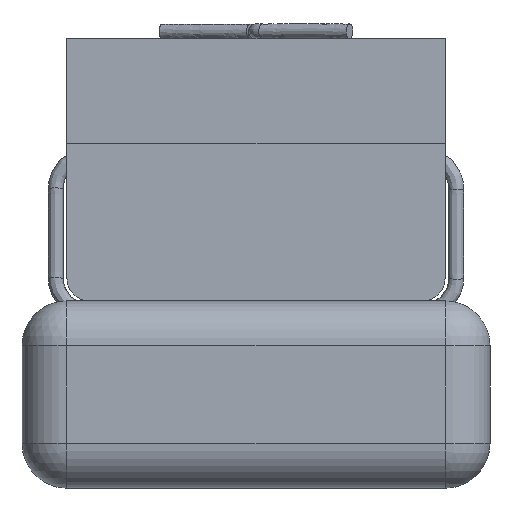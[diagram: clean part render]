
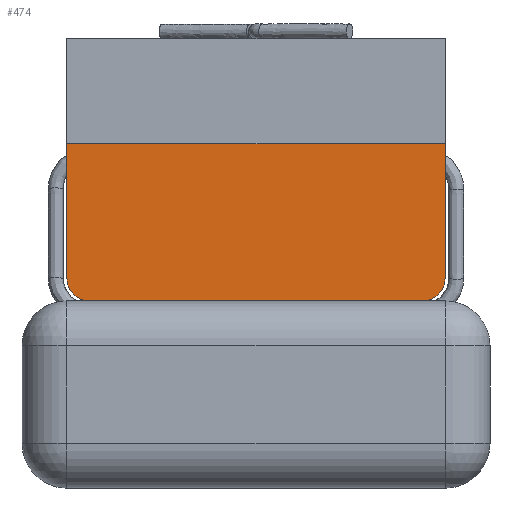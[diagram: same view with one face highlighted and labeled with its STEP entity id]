
A CAD part, front view. The second image highlights one B-rep face of the part: STEP entity #474.
In plain terms, the highlighted planar face has unit normal (0, -1, 0).
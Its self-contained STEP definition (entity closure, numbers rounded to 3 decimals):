
#474 = ADVANCED_FACE( '', ( #964 ), #965, .F. );
#964 = FACE_OUTER_BOUND( '', #3905, .T. );
#965 = PLANE( '', #3906 );
#3905 = EDGE_LOOP( '', ( #5990, #5991, #5992, #5993, #5994, #5995 ) );
#3906 = AXIS2_PLACEMENT_3D( '', #5996, #5997, #5998 );
#5990 = ORIENTED_EDGE( '', *, *, #6942, .T. );
#5991 = ORIENTED_EDGE( '', *, *, #6943, .T. );
#5992 = ORIENTED_EDGE( '', *, *, #6810, .T. );
#5993 = ORIENTED_EDGE( '', *, *, #6923, .T. );
#5994 = ORIENTED_EDGE( '', *, *, #6682, .F. );
#5995 = ORIENTED_EDGE( '', *, *, #6653, .F. );
#5996 = CARTESIAN_POINT( '', ( -0.505, -0.84, 0.36 ) );
#5997 = DIRECTION( '', ( 0., 1., 0. ) );
#5998 = DIRECTION( '', ( -1., 0., 0. ) );
#6653 = EDGE_CURVE( '', #7202, #7203, #7204, .T. );
#6682 = EDGE_CURVE( '', #7203, #7249, #7250, .T. );
#6810 = EDGE_CURVE( '', #7446, #7447, #7448, .T. );
#6923 = EDGE_CURVE( '', #7447, #7249, #7611, .F. );
#6942 = EDGE_CURVE( '', #7202, #7634, #7635, .T. );
#6943 = EDGE_CURVE( '', #7634, #7446, #7636, .F. );
#7202 = VERTEX_POINT( '', #8222 );
#7203 = VERTEX_POINT( '', #8223 );
#7204 = LINE( '', #8224, #8225 );
#7249 = VERTEX_POINT( '', #8321 );
#7250 = LINE( '', #8322, #8323 );
#7446 = VERTEX_POINT( '', #8684 );
#7447 = VERTEX_POINT( '', #8685 );
#7448 = LINE( '', #8686, #8687 );
#7611 = CIRCLE( '', #9132, 0.06 );
#7634 = VERTEX_POINT( '', #9184 );
#7635 = LINE( '', #9185, #9186 );
#7636 = CIRCLE( '', #9187, 0.06 );
#8222 = CARTESIAN_POINT( '', ( -0.505, -0.84, 0.66 ) );
#8223 = CARTESIAN_POINT( '', ( 0.505, -0.84, 0.66 ) );
#8224 = CARTESIAN_POINT( '', ( -0.505, -0.84, 0.66 ) );
#8225 = VECTOR( '', #9559, 1000. );
#8321 = CARTESIAN_POINT( '', ( 0.505, -0.84, 0.06 ) );
#8322 = CARTESIAN_POINT( '', ( 0.505, -0.84, 0.36 ) );
#8323 = VECTOR( '', #9589, 1000. );
#8684 = CARTESIAN_POINT( '', ( -0.445, -0.84, 0. ) );
#8685 = CARTESIAN_POINT( '', ( 0.445, -0.84, 0. ) );
#8686 = CARTESIAN_POINT( '', ( -0.505, -0.84, 0. ) );
#8687 = VECTOR( '', #9677, 1000. );
#9132 = AXIS2_PLACEMENT_3D( '', #9733, #9734, #9735 );
#9184 = CARTESIAN_POINT( '', ( -0.505, -0.84, 0.06 ) );
#9185 = CARTESIAN_POINT( '', ( -0.505, -0.84, 0.36 ) );
#9186 = VECTOR( '', #9741, 1000. );
#9187 = AXIS2_PLACEMENT_3D( '', #9742, #9743, #9744 );
#9559 = DIRECTION( '', ( 1., 0., 0. ) );
#9589 = DIRECTION( '', ( 0., 0., -1. ) );
#9677 = DIRECTION( '', ( 1., 0., 0. ) );
#9733 = CARTESIAN_POINT( '', ( 0.445, -0.84, 0.06 ) );
#9734 = DIRECTION( '', ( 0., 1., 0. ) );
#9735 = DIRECTION( '', ( -1., 0., 0. ) );
#9741 = DIRECTION( '', ( 0., 0., -1. ) );
#9742 = CARTESIAN_POINT( '', ( -0.445, -0.84, 0.06 ) );
#9743 = DIRECTION( '', ( 0., 1., 0. ) );
#9744 = DIRECTION( '', ( -1., 0., 0. ) );
